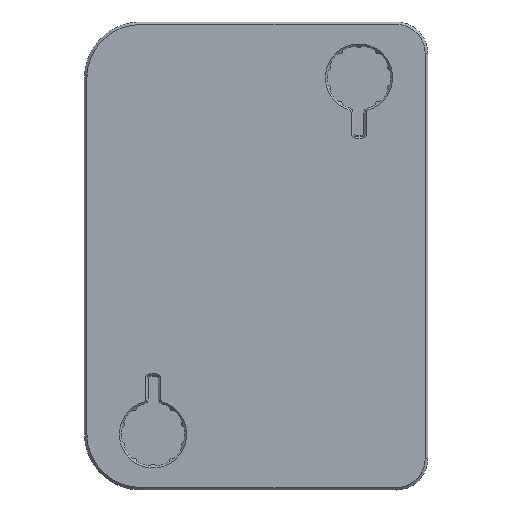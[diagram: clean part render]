
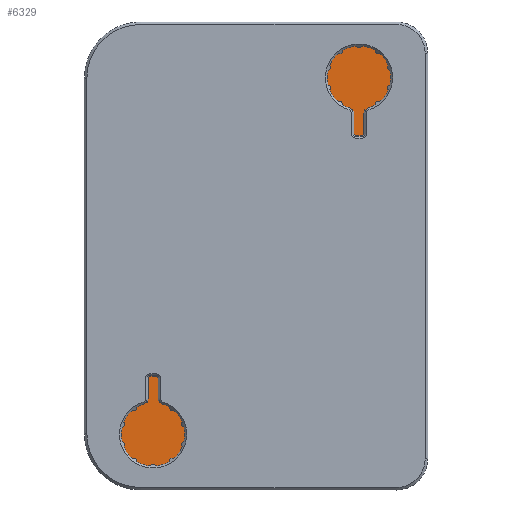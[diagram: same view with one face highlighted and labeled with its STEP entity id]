
A CAD part, front view. The second image highlights one B-rep face of the part: STEP entity #6329.
In plain terms, the highlighted planar face has unit normal (0, -1, 0).
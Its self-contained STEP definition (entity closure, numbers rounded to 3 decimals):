
#551=FACE_OUTER_BOUND('',#929,.T.);
#929=EDGE_LOOP('',(#4851,#4852,#4853,#4854,#4855,#4856,#4857,#4858));
#1291=CIRCLE('',#6804,5.);
#1292=CIRCLE('',#6807,9.);
#1293=CIRCLE('',#6810,9.);
#1294=CIRCLE('',#6813,5.);
#1522=LINE('',#10057,#2134);
#1525=LINE('',#10065,#2137);
#1528=LINE('',#10073,#2140);
#1531=LINE('',#10081,#2143);
#2134=VECTOR('',#7632,10.);
#2137=VECTOR('',#7641,10.);
#2140=VECTOR('',#7650,10.);
#2143=VECTOR('',#7659,10.);
#2873=VERTEX_POINT('',#10053);
#2874=VERTEX_POINT('',#10055);
#2875=VERTEX_POINT('',#10059);
#2876=VERTEX_POINT('',#10063);
#2877=VERTEX_POINT('',#10067);
#2878=VERTEX_POINT('',#10071);
#2879=VERTEX_POINT('',#10075);
#2880=VERTEX_POINT('',#10079);
#3601=EDGE_CURVE('',#2874,#2873,#1522,.T.);
#3603=EDGE_CURVE('',#2873,#2875,#1291,.T.);
#3605=EDGE_CURVE('',#2875,#2876,#1525,.T.);
#3607=EDGE_CURVE('',#2876,#2877,#1292,.T.);
#3609=EDGE_CURVE('',#2877,#2878,#1528,.T.);
#3611=EDGE_CURVE('',#2878,#2879,#1293,.T.);
#3613=EDGE_CURVE('',#2879,#2880,#1531,.T.);
#3614=EDGE_CURVE('',#2880,#2874,#1294,.T.);
#4851=ORIENTED_EDGE('',*,*,#3613,.F.);
#4852=ORIENTED_EDGE('',*,*,#3611,.F.);
#4853=ORIENTED_EDGE('',*,*,#3609,.F.);
#4854=ORIENTED_EDGE('',*,*,#3607,.F.);
#4855=ORIENTED_EDGE('',*,*,#3605,.F.);
#4856=ORIENTED_EDGE('',*,*,#3603,.F.);
#4857=ORIENTED_EDGE('',*,*,#3601,.F.);
#4858=ORIENTED_EDGE('',*,*,#3614,.F.);
#6054=PLANE('',#6814);
#6329=ADVANCED_FACE('',(#551),#6054,.F.);
#6804=AXIS2_PLACEMENT_3D('',#10061,#7636,#7637);
#6807=AXIS2_PLACEMENT_3D('',#10069,#7645,#7646);
#6810=AXIS2_PLACEMENT_3D('',#10077,#7654,#7655);
#6813=AXIS2_PLACEMENT_3D('',#10083,#7662,#7663);
#6814=AXIS2_PLACEMENT_3D('',#10084,#7664,#7665);
#7632=DIRECTION('',(0.,0.,-1.));
#7636=DIRECTION('center_axis',(0.,1.,0.));
#7637=DIRECTION('ref_axis',(1.,0.,0.));
#7641=DIRECTION('',(-1.,0.,0.));
#7645=DIRECTION('center_axis',(0.,1.,0.));
#7646=DIRECTION('ref_axis',(0.,0.,-1.));
#7650=DIRECTION('',(0.,0.,1.));
#7654=DIRECTION('center_axis',(0.,1.,0.));
#7655=DIRECTION('ref_axis',(-1.,0.,0.));
#7659=DIRECTION('',(1.,0.,0.));
#7662=DIRECTION('center_axis',(0.,1.,0.));
#7663=DIRECTION('ref_axis',(0.,0.,
1.));
#7664=DIRECTION('center_axis',(0.,1.,0.));
#7665=DIRECTION('ref_axis',(-1.,0.,0.));
#10053=CARTESIAN_POINT('',(39.206,70.306,-25.254));
#10055=CARTESIAN_POINT('',(39.206,70.306,39.746));
#10057=CARTESIAN_POINT('',(39.206,70.306,23.496));
#10059=CARTESIAN_POINT('',(34.206,70.306,-30.254));
#10061=CARTESIAN_POINT('Origin',(34.206,70.306,-25.254));
#10063=CARTESIAN_POINT('',(-6.808,70.306,-30.254));
#10065=CARTESIAN_POINT('',(22.953,70.306,-30.254));
#10067=CARTESIAN_POINT('',(-15.808,70.306,-21.254));
#10069=CARTESIAN_POINT('Origin',(-6.808,70.306,-21.254));
#10071=CARTESIAN_POINT('',(-15.808,70.306,35.746));
#10073=CARTESIAN_POINT('',(-15.808,70.306,-7.004));
#10075=CARTESIAN_POINT('',(-6.808,70.306,44.746));
#10077=CARTESIAN_POINT('Origin',(-6.808,70.306,35.746));
#10079=CARTESIAN_POINT('',(34.206,70.306,44.746));
#10081=CARTESIAN_POINT('',(2.445,70.306,44.746));
#10083=CARTESIAN_POINT('Origin',(34.206,70.306,39.746));
#10084=CARTESIAN_POINT('Origin',(11.699,70.306,7.246));
